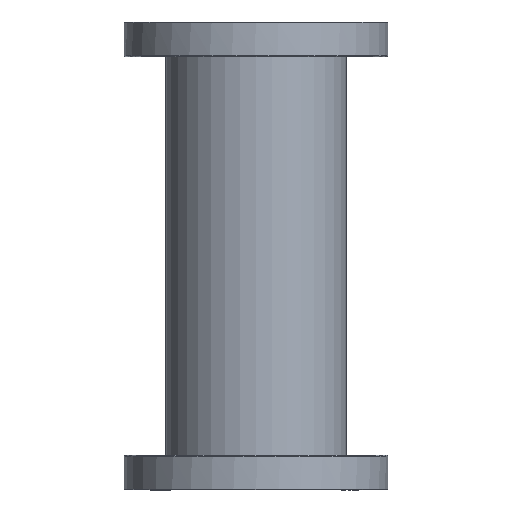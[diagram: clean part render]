
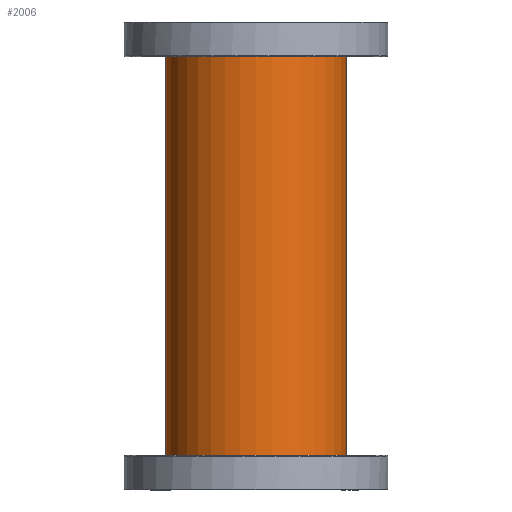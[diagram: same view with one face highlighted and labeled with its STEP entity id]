
A CAD part, front view. The second image highlights one B-rep face of the part: STEP entity #2006.
In plain terms, the highlighted cylindrical face has radius 52 mm (diameter 104 mm), a full revolution.
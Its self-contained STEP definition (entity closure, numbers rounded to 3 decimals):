
#1944=CARTESIAN_POINT('',(-52.,0.,249.));
#1945=VERTEX_POINT('',#1944);
#1946=CARTESIAN_POINT('',(0.,0.,249.));
#1947=DIRECTION('',(0.0,0.0,1.0));
#1948=DIRECTION('',(-1.0,0.0,0.0));
#1949=AXIS2_PLACEMENT_3D('',#1946,#1947,#1948);
#1950=CIRCLE('',#1949,52.0);
#1951=EDGE_CURVE('',#1945,#1945,#1950,.T.);
#1987=CARTESIAN_POINT('',(0.,0.,0.));
#1988=DIRECTION('',(0.,0.,1.0));
#1989=DIRECTION('',(-1.0,0.0,0.0));
#1990=AXIS2_PLACEMENT_3D('',#1987,#1988,#1989);
#1991=CYLINDRICAL_SURFACE('',#1990,52.0);
#1992=ORIENTED_EDGE('',*,*,#1951,.T.);
#1993=EDGE_LOOP('',(#1992));
#1994=FACE_OUTER_BOUND('',#1993,.T.);
#1995=CARTESIAN_POINT('',(52.,0.,500.));
#1996=VERTEX_POINT('',#1995);
#1997=CARTESIAN_POINT('',(0.,0.,500.));
#1998=DIRECTION('',(0.0,0.0,-1.0));
#1999=DIRECTION('',(-1.0,0.0,0.0));
#2000=AXIS2_PLACEMENT_3D('',#1997,#1998,#1999);
#2001=CIRCLE('',#2000,52.0);
#2002=EDGE_CURVE('',#1996,#1996,#2001,.T.);
#2003=ORIENTED_EDGE('',*,*,#2002,.T.);
#2004=EDGE_LOOP('',(#2003));
#2005=FACE_BOUND('',#2004,.T.);
#2006=ADVANCED_FACE('',(#1994,#2005),#1991,.T.);
